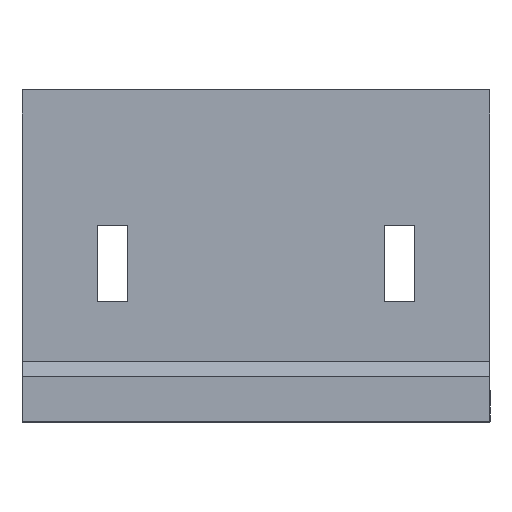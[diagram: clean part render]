
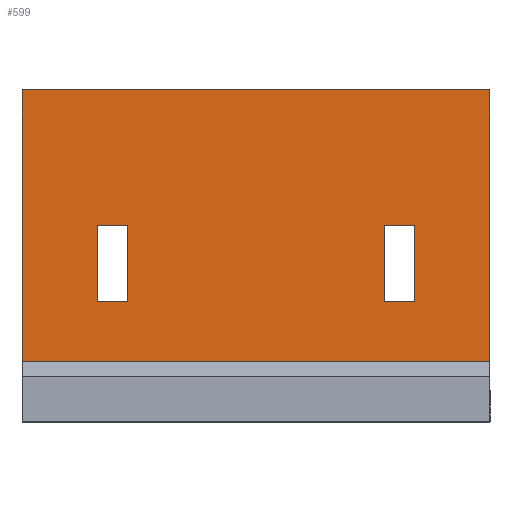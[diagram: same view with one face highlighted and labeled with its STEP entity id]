
A CAD part, top view. The second image highlights one B-rep face of the part: STEP entity #599.
In plain terms, the highlighted planar face has unit normal (0, 0, 1).
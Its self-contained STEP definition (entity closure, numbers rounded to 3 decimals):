
#16=FACE_BOUND('',#94,.T.);
#17=FACE_BOUND('',#95,.T.);
#62=FACE_OUTER_BOUND('',#93,.T.);
#93=EDGE_LOOP('',(#492,#493,#494,#495));
#94=EDGE_LOOP('',(#496,#497,#498,#499));
#95=EDGE_LOOP('',(#500,#501,#502,#503));
#110=LINE('',#835,#180);
#113=LINE('',#841,#183);
#116=LINE('',#847,#186);
#119=LINE('',#851,#189);
#122=LINE('',#859,#192);
#125=LINE('',#865,#195);
#128=LINE('',#871,#198);
#131=LINE('',#875,#201);
#157=LINE('',#951,#227);
#164=LINE('',#965,#234);
#169=LINE('',#978,#239);
#171=LINE('',#981,#241);
#180=VECTOR('',#673,10.);
#183=VECTOR('',#678,10.);
#186=VECTOR('',#683,10.);
#189=VECTOR('',#688,10.);
#192=VECTOR('',#693,10.);
#195=VECTOR('',#698,10.);
#198=VECTOR('',#703,10.);
#201=VECTOR('',#708,10.);
#227=VECTOR('',#776,10.);
#234=VECTOR('',#785,10.);
#239=VECTOR('',#796,10.);
#241=VECTOR('',#800,10.);
#250=VERTEX_POINT('',#832);
#251=VERTEX_POINT('',#834);
#253=VERTEX_POINT('',#840);
#255=VERTEX_POINT('',#846);
#258=VERTEX_POINT('',#856);
#259=VERTEX_POINT('',#858);
#261=VERTEX_POINT('',#864);
#263=VERTEX_POINT('',#870);
#291=VERTEX_POINT('',#948);
#292=VERTEX_POINT('',#950);
#297=VERTEX_POINT('',#962);
#298=VERTEX_POINT('',#964);
#306=EDGE_CURVE('',#251,#250,#110,.T.);
#309=EDGE_CURVE('',#253,#251,#113,.T.);
#312=EDGE_CURVE('',#255,#253,#116,.T.);
#315=EDGE_CURVE('',#250,#255,#119,.T.);
#318=EDGE_CURVE('',#259,#258,#122,.T.);
#321=EDGE_CURVE('',#261,#259,#125,.T.);
#324=EDGE_CURVE('',#263,#261,#128,.T.);
#327=EDGE_CURVE('',#258,#263,#131,.T.);
#364=EDGE_CURVE('',#291,#292,#157,.T.);
#371=EDGE_CURVE('',#297,#298,#164,.T.);
#378=EDGE_CURVE('',#297,#292,#169,.T.);
#380=EDGE_CURVE('',#291,#298,#171,.T.);
#492=ORIENTED_EDGE('',*,*,#378,.T.);
#493=ORIENTED_EDGE('',*,*,#364,.F.);
#494=ORIENTED_EDGE('',*,*,#380,.T.);
#495=ORIENTED_EDGE('',*,*,#371,.F.);
#496=ORIENTED_EDGE('',*,*,#312,.T.);
#497=ORIENTED_EDGE('',*,*,#309,.T.);
#498=ORIENTED_EDGE('',*,*,#306,.T.);
#499=ORIENTED_EDGE('',*,*,#315,.T.);
#500=ORIENTED_EDGE('',*,*,#324,.T.);
#501=ORIENTED_EDGE('',*,*,#321,.T.);
#502=ORIENTED_EDGE('',*,*,#318,.T.);
#503=ORIENTED_EDGE('',*,*,#327,.T.);
#572=PLANE('',#656);
#599=ADVANCED_FACE('',(#62,#16,#17),#572,.T.);
#656=AXIS2_PLACEMENT_3D('',#980,#798,#799);
#673=DIRECTION('',(0.,1.,0.));
#678=DIRECTION('',(-1.,0.,0.));
#683=DIRECTION('',(0.,-1.,0.));
#688=DIRECTION('',(1.,0.,0.));
#693=DIRECTION('',(-1.,0.,0.));
#698=DIRECTION('',(0.,-1.,0.));
#703=DIRECTION('',(1.,0.,0.));
#708=DIRECTION('',(0.,1.,0.));
#776=DIRECTION('',(0.,-1.,0.));
#785=DIRECTION('',(0.,1.,0.));
#796=DIRECTION('',(1.,0.,0.));
#798=DIRECTION('center_axis',(0.,0.,
1.));
#799=DIRECTION('ref_axis',(1.,0.,0.));
#800=DIRECTION('',(-1.,0.,0.));
#832=CARTESIAN_POINT('',(-10.743,30.,-66.679));
#834=CARTESIAN_POINT('',(-10.743,25.,-66.679));
#835=CARTESIAN_POINT('',(-10.743,22.5,-66.679));
#840=CARTESIAN_POINT('',(-8.743,25.,-66.679));
#841=CARTESIAN_POINT('',(-9.743,25.,-66.679));
#846=CARTESIAN_POINT('',(-8.743,30.,-66.679));
#847=CARTESIAN_POINT('',(-8.743,25.,-66.679));
#851=CARTESIAN_POINT('',(-10.743,30.,-66.679));
#856=CARTESIAN_POINT('',(8.257,25.,-66.679));
#858=CARTESIAN_POINT('',(10.257,25.,-66.679));
#859=CARTESIAN_POINT('',(-0.243,25.,-66.679));
#864=CARTESIAN_POINT('',(10.257,30.,-66.679));
#865=CARTESIAN_POINT('',(10.257,25.,-66.679));
#870=CARTESIAN_POINT('',(8.257,30.,-66.679));
#871=CARTESIAN_POINT('',(-1.243,30.,-66.679));
#875=CARTESIAN_POINT('',(8.257,22.5,-66.679));
#948=CARTESIAN_POINT('',(15.257,39.,-66.679));
#950=CARTESIAN_POINT('',(15.257,21.,-66.679));
#951=CARTESIAN_POINT('',(15.257,20.,-66.679));
#962=CARTESIAN_POINT('',(-15.743,21.,-66.679));
#964=CARTESIAN_POINT('',(-15.743,39.,-66.679));
#965=CARTESIAN_POINT('',(-15.743,20.,-66.679));
#978=CARTESIAN_POINT('',(9.257,21.,-66.679));
#980=CARTESIAN_POINT('Origin',(-10.743,20.,-66.679));
#981=CARTESIAN_POINT('',(-10.743,39.,-66.679));
